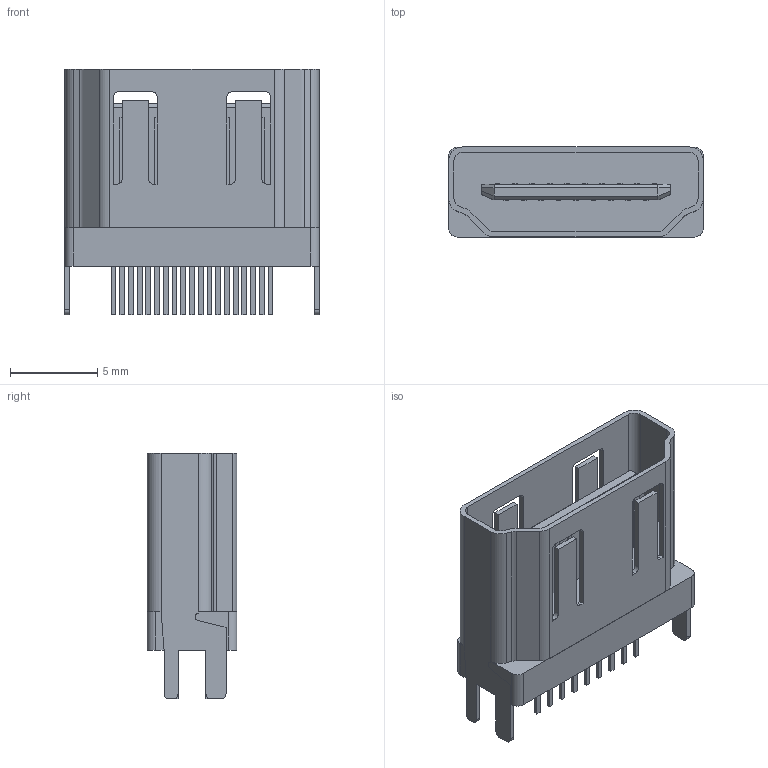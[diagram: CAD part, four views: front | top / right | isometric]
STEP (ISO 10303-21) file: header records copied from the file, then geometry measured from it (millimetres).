
FILE_DESCRIPTION(/* description */ (''),/* implementation_level */ '2;1');
FILE_NAME(/* name */ 'HDMI_vertical.stp',/* time_stamp */ '2021-07-05T21:52:27+03:00',/* author */ ('Mikhail'),/* organization */ (''),/* preprocessor_version */ 'ST-DEVELOPER v18.1',/* originating_system */ 'Autodesk Inventor 2022',/* authorisation */ '');
FILE_SCHEMA (('AUTOMOTIVE_DESIGN { 1 0 10303 214 3 1 1 }'));
Length unit declared in the file: millimetre
Products named in the file (1): HDMI_vertical
Bounding box: 14.6 x 5.15 x 14.1 mm (x, y, z)
Volume: 443.2 mm3; surface area: 1261.4 mm2
Topology: 2 solids, 2 shells, 427 faces, 1194 edges, 794 vertices
Faces by surface type: plane 379, cylinder 48
Entity records: 13890 total; most frequent: CARTESIAN_POINT 2416, ORIENTED_EDGE 2388, DIRECTION 2146, EDGE_CURVE 1194, LINE 1098, VECTOR 1098, VERTEX_POINT 794, AXIS2_PLACEMENT_3D 524
